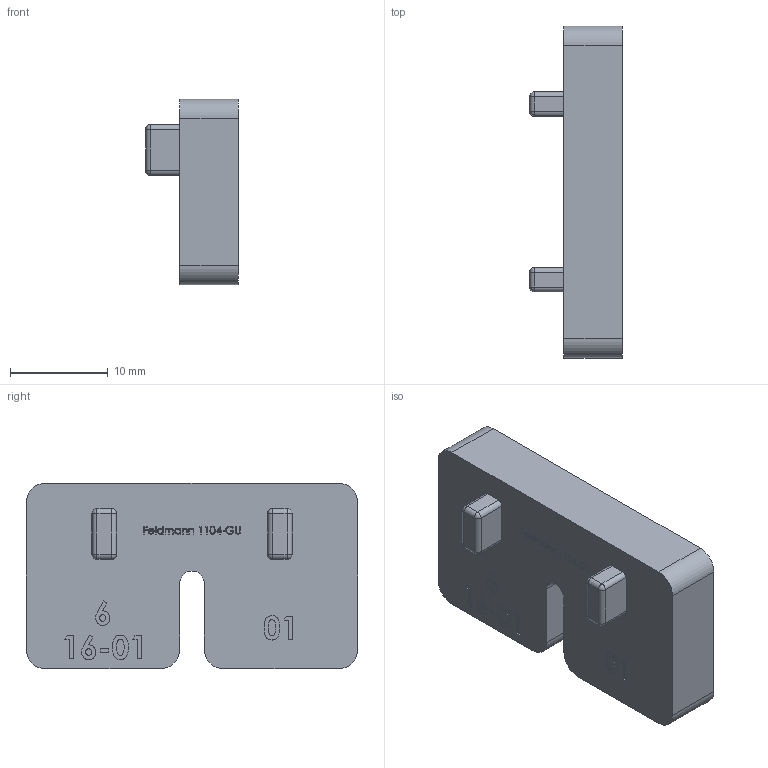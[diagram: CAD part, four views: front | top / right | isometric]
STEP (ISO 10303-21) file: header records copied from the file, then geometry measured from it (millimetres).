
FILE_DESCRIPTION (( 'STEP AP203' ), '1' );
FILE_NAME ('1104-GU.step', '2020-03-30T11:44:38', ( '' ), ( '' ), 'SwSTEP 2.0', 'SolidWorks 2015', '' );
FILE_SCHEMA (( 'CONFIG_CONTROL_DESIGN' ));
Length unit declared in the file: millimetre
Products named in the file (2): 1104-GU
Bounding box: 9.5 x 34 x 19 mm (x, y, z)
Volume: 3785 mm3; surface area: 2061.8 mm2
Topology: 1 solids, 1 shells, 368 faces, 968 edges, 632 vertices
Faces by surface type: plane 212, bspline 125, cylinder 23, sphere 8
Entity records: 18167 total; most frequent: CARTESIAN_POINT 9791, ORIENTED_EDGE 1920, DIRECTION 1246, EDGE_CURVE 960, LINE 664, VECTOR 664, VERTEX_POINT 632, EDGE_LOOP 406
